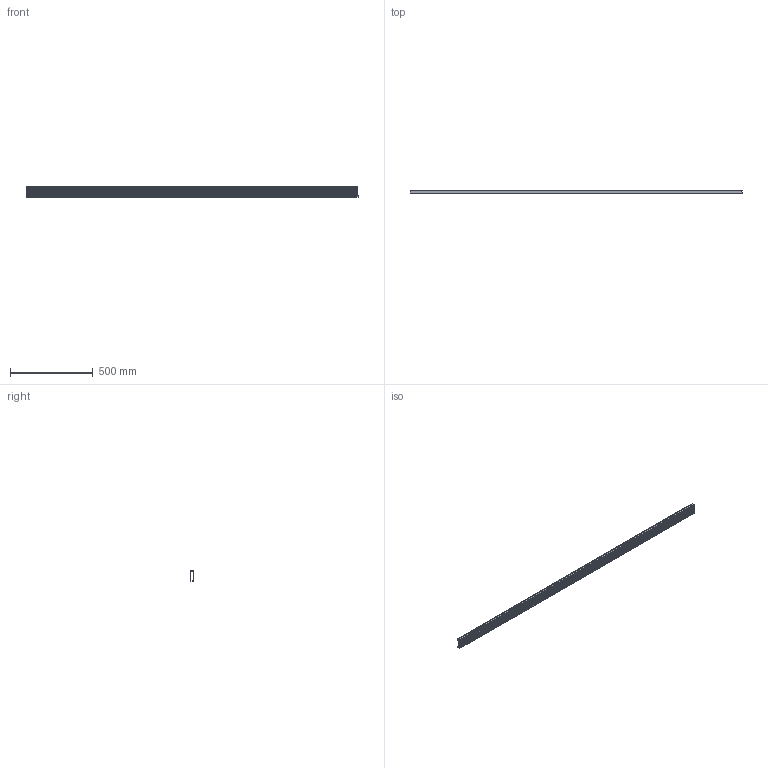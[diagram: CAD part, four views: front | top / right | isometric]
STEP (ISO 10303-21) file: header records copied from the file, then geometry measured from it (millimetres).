
FILE_DESCRIPTION((''),'2;1');
FILE_NAME('6178026_ASM','2015-09-25T',('AndreasKeweloh'),(''),'CREO PARAMETRIC BY PTC INC, 2015200','CREO PARAMETRIC BY PTC INC, 2015200','');
FILE_SCHEMA(('CONFIG_CONTROL_DESIGN'));
Products named in the file (3): LK4_15_OT_5_1; LK4_60015_UT; 6178026_ASM
Assembly tree (2 placements, depth 2):
  6178026_ASM
    LK4_15_OT_5_1
    LK4_60015_UT
Bounding box: 2002 x 20 x 62.8 mm (x, y, z)
Volume: 423282.7 mm3; surface area: 643539 mm2
Topology: 2 solids, 2 shells, 5230 faces, 15678 edges, 10452 vertices
Faces by surface type: plane 5224, cylinder 6
Entity records: 172602 total; most frequent: CARTESIAN_POINT 31365, ORIENTED_EDGE 31356, DIRECTION 26160, EDGE_CURVE 15678, VECTOR 15666, LINE 15666, VERTEX_POINT 10452, AXIS2_PLACEMENT_3D 5247
